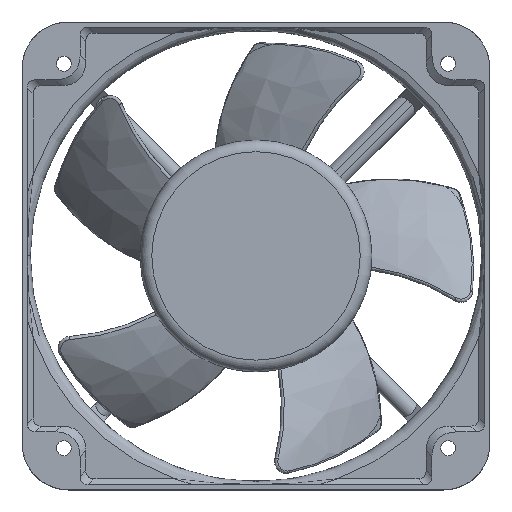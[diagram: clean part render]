
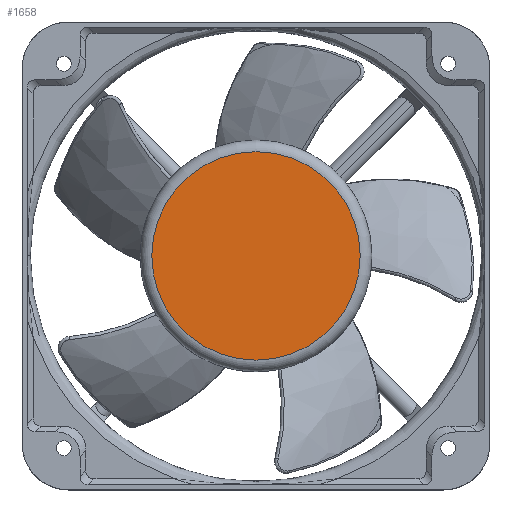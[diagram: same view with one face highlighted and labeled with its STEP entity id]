
A CAD part, top view. The second image highlights one B-rep face of the part: STEP entity #1658.
In plain terms, the highlighted planar face has unit normal (0, 0, 1).
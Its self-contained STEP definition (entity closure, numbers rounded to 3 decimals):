
#661=PLANE('',#13116);
#1658=ADVANCED_FACE('',(#2386),#661,.T.);
#2386=FACE_OUTER_BOUND('',#3091,.T.);
#3091=EDGE_LOOP('',(#6573));
#3357=CIRCLE('',#13115,45.);
#6573=ORIENTED_EDGE('',*,*,#9739,.T.);
#8030=VERTEX_POINT('',#20821);
#9739=EDGE_CURVE('',#8030,#8030,#3357,.T.);
#13115=AXIS2_PLACEMENT_3D('',#20820,#15900,#15901);
#13116=AXIS2_PLACEMENT_3D('',#20822,#15902,#15903);
#15900=DIRECTION('',(0.,0.,1.));
#15901=DIRECTION('',(1.,0.,0.));
#15902=DIRECTION('',(0.,0.,1.));
#15903=DIRECTION('',(1.,0.,0.));
#20820=CARTESIAN_POINT('',(0.,0.,56.6));
#20821=CARTESIAN_POINT('',(45.,0.,56.6));
#20822=CARTESIAN_POINT('',(0.,0.,56.6));
